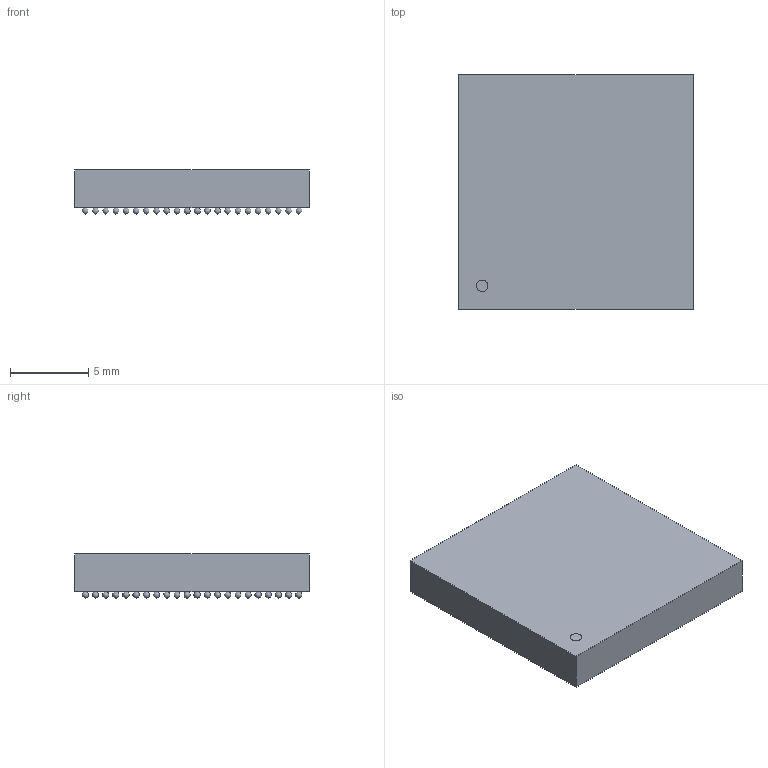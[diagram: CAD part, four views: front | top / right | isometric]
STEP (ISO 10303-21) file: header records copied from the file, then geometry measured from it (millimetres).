
FILE_DESCRIPTION(('FreeCAD Model'),'2;1');
FILE_NAME('TI_ABF_BGA367.step', '2021-04-01T16:20:15',('kicad StepUp'),('ksu MCAD'), 'Open CASCADE STEP processor 7.2','FreeCAD','Unknown');
FILE_SCHEMA(('AUTOMOTIVE_DESIGN { 1 0 10303 214 1 1 1 1 }'));
Length unit declared in the file: millimetre
Products named in the file (1): TI_ABF_BGA367
Bounding box: 15.01 x 15.01 x 2.82 mm (x, y, z)
Volume: 556.9 mm3; surface area: 787 mm2
Topology: 369 solids, 369 shells, 376 faces, 1116 edges, 744 vertices
Faces by surface type: sphere 367, plane 8, cylinder 1
Full cylindrical faces by diameter (mm): 0.751 x1
Entity records: 7258 total; most frequent: CARTESIAN_POINT 770, DIRECTION 770, AXIS2_PLACEMENT_3D 379, VERTEX_POINT 377, ADVANCED_FACE 376, FACE_BOUND 376, STYLED_ITEM 376, PRESENTATION_STYLE_ASSIGNMENT 376
